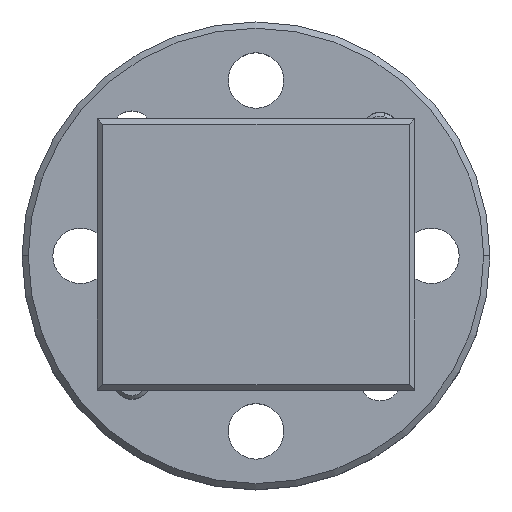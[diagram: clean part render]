
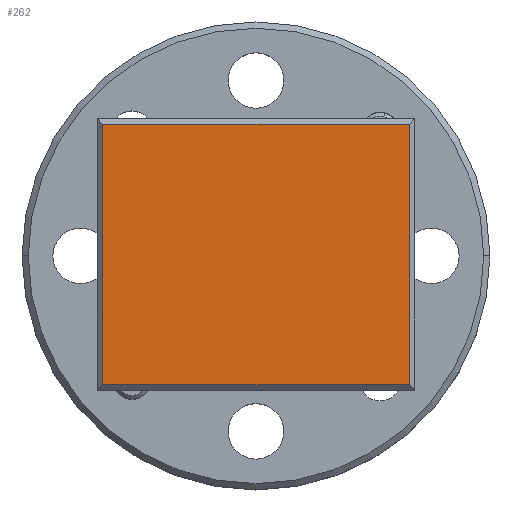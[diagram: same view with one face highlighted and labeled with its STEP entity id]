
A CAD part, top view. The second image highlights one B-rep face of the part: STEP entity #262.
In plain terms, the highlighted planar face has unit normal (0, 0, 1).
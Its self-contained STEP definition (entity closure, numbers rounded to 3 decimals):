
#27 = EDGE_LOOP ( 'NONE', ( #1412, #1334, #1645, #1613 ) ) ;
#32 = VERTEX_POINT ( 'NONE', #1325 ) ;
#98 = LINE ( 'NONE', #875, #1337 ) ;
#157 = EDGE_CURVE ( 'NONE', #295, #406, #1366, .T. ) ;
#262 = ADVANCED_FACE ( 'NONE', ( #2348 ), #943, .F. ) ;
#295 = VERTEX_POINT ( 'NONE', #1692 ) ;
#332 = EDGE_CURVE ( 'NONE', #406, #1948, #98, .T. ) ;
#355 = VECTOR ( 'NONE', #976, 1000. ) ;
#406 = VERTEX_POINT ( 'NONE', #1888 ) ;
#498 = CARTESIAN_POINT ( 'NONE',  ( 6.502, -5.309, 0. ) ) ;
#774 = VECTOR ( 'NONE', #2325, 1000. ) ;
#784 = EDGE_CURVE ( 'NONE', #32, #295, #1061, .T. ) ;
#822 = AXIS2_PLACEMENT_3D ( 'NONE', #972, #1787, #1760 ) ;
#875 = CARTESIAN_POINT ( 'NONE',  ( -6.502, 5.309, 0. ) ) ;
#943 = PLANE ( 'NONE',  #822 ) ;
#972 = CARTESIAN_POINT ( 'NONE',  ( 0., 0., 0. ) ) ;
#976 = DIRECTION ( 'NONE',  ( 0., -1., 0. ) ) ;
#1061 = LINE ( 'NONE', #498, #774 ) ;
#1172 = VECTOR ( 'NONE', #1390, 1000. ) ;
#1325 = CARTESIAN_POINT ( 'NONE',  ( -6.248, -5.309, 0. ) ) ;
#1334 = ORIENTED_EDGE ( 'NONE', *, *, #1541, .T. ) ;
#1337 = VECTOR ( 'NONE', #2502, 1000. ) ;
#1366 = LINE ( 'NONE', #1979, #1172 ) ;
#1390 = DIRECTION ( 'NONE',  ( 0., 1., 0. ) ) ;
#1412 = ORIENTED_EDGE ( 'NONE', *, *, #332, .T. ) ;
#1541 = EDGE_CURVE ( 'NONE', #1948, #32, #1609, .T. ) ;
#1609 = LINE ( 'NONE', #2182, #355 ) ;
#1613 = ORIENTED_EDGE ( 'NONE', *, *, #157, .T. ) ;
#1645 = ORIENTED_EDGE ( 'NONE', *, *, #784, .T. ) ;
#1692 = CARTESIAN_POINT ( 'NONE',  ( 6.248, -5.309, 0. ) ) ;
#1760 = DIRECTION ( 'NONE',  ( -1., 0., 0. ) ) ;
#1787 = DIRECTION ( 'NONE',  ( 0., 0., -1. ) ) ;
#1825 = CARTESIAN_POINT ( 'NONE',  ( -6.248, 5.309, 0. ) ) ;
#1888 = CARTESIAN_POINT ( 'NONE',  ( 6.248, 5.309, 0. ) ) ;
#1948 = VERTEX_POINT ( 'NONE', #1825 ) ;
#1979 = CARTESIAN_POINT ( 'NONE',  ( 6.248, 5.563, 0. ) ) ;
#2182 = CARTESIAN_POINT ( 'NONE',  ( -6.248, -5.563, 0. ) ) ;
#2325 = DIRECTION ( 'NONE',  ( 1., 0., 0. ) ) ;
#2348 = FACE_OUTER_BOUND ( 'NONE', #27, .T. ) ;
#2502 = DIRECTION ( 'NONE',  ( -1., 0., 0. ) ) ;
